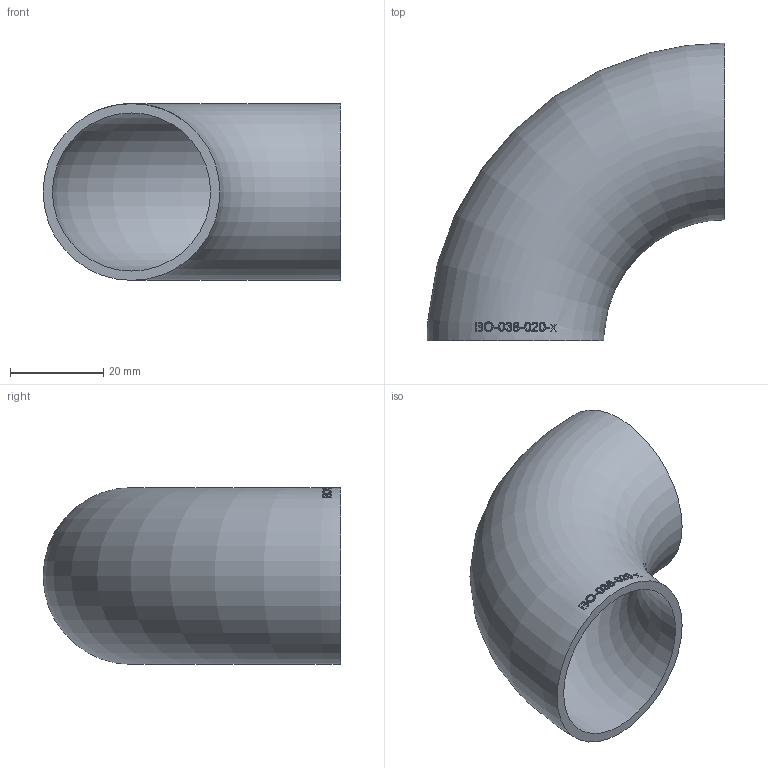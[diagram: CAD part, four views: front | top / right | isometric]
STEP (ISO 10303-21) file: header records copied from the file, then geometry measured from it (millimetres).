
FILE_DESCRIPTION (( 'STEP AP214' ), '1' );
FILE_NAME ('BO-038-020-x Bogen 1911.STEP', '2019-11-06T08:59:27', ( '' ), ( '' ), 'SwSTEP 2.0', 'SolidWorks 2016', '' );
FILE_SCHEMA (( 'AUTOMOTIVE_DESIGN' ));
Length unit declared in the file: millimetre
Products named in the file (1): BO-038-020-x Bogen 1911
Bounding box: 64 x 64 x 38 mm (x, y, z)
Volume: 15987.7 mm3; surface area: 16450.6 mm2
Topology: 1 solids, 1 shells, 144 faces, 370 edges, 247 vertices
Faces by surface type: bspline 78, plane 44, torus 22
Entity records: 9487 total; most frequent: CARTESIAN_POINT 5220, ORIENTED_EDGE 728, EDGE_CURVE 364, DIRECTION 262, VERTEX_POINT 244, B_SPLINE_CURVE_WITH_KNOTS 240, EDGE_LOOP 168, FACE_OUTER_BOUND 146
